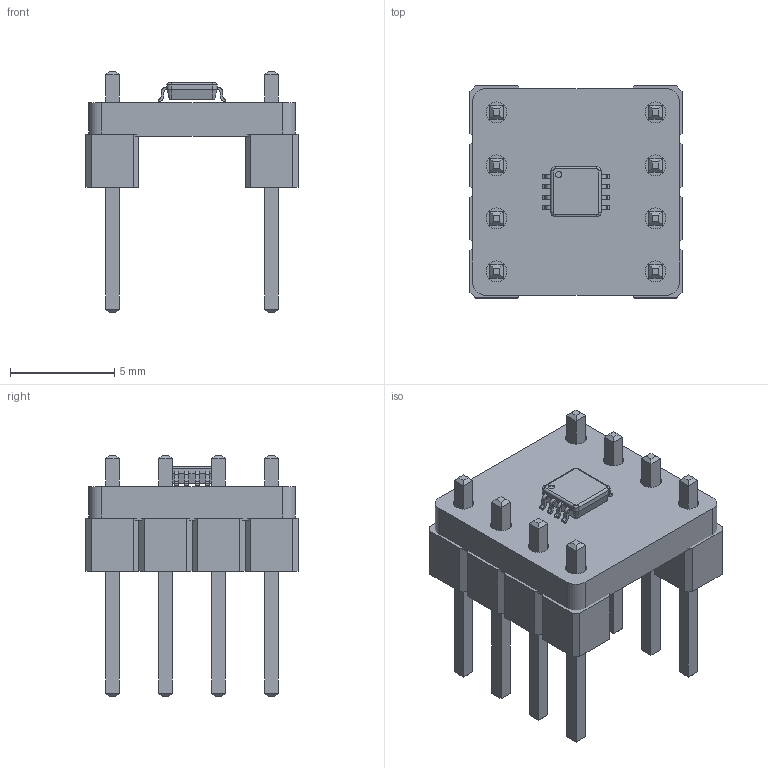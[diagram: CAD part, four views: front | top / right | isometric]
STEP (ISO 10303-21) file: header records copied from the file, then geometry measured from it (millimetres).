
FILE_DESCRIPTION(('KiCad electronic assembly'),'2;1');
FILE_NAME('ON_Semi_NL37WZ14USG.step','2019-01-02T19:10:05',('An Author') ,('A Company'),'Open CASCADE STEP processor 6.9', 'KiCad to STEP converter','Unknown');
FILE_SCHEMA(('AUTOMOTIVE_DESIGN { 1 0 10303 214 1 1 1 1 }'));
Length unit declared in the file: millimetre
Products named in the file (6): Open CASCADE STEP translator 6.9 1; ON_Semi_NL37WZ14USG_US8-8; SOLID; PinHeader_1x04_P254mm_Vertical_Bottom; COMPOUND
Assembly tree (6 placements, depth 3):
  Open CASCADE STEP translator 6.9 1
    ON_Semi_NL37WZ14USG_US8-8
      SOLID
    PinHeader_1x04_P254mm_Vertical_Bottom  x2
      SOLID
    COMPOUND
Bounding box: 10.16 x 10.16 x 11.54 mm (x, y, z)
Volume: 308.4 mm3; surface area: 719.7 mm2
Topology: 4 solids, 4 shells, 351 faces, 882 edges, 556 vertices
Faces by surface type: plane 289, cylinder 54, cone 4, bspline 4
Full cylindrical faces by diameter (mm): 1 x8
Entity records: 18046 total; most frequent: CARTESIAN_POINT 3066, DIRECTION 2528, LINE 1700, VECTOR 1700, ORIENTED_EDGE 1288, PCURVE 1288, DEFINITIONAL_REPRESENTATION 1288, EDGE_CURVE 644
